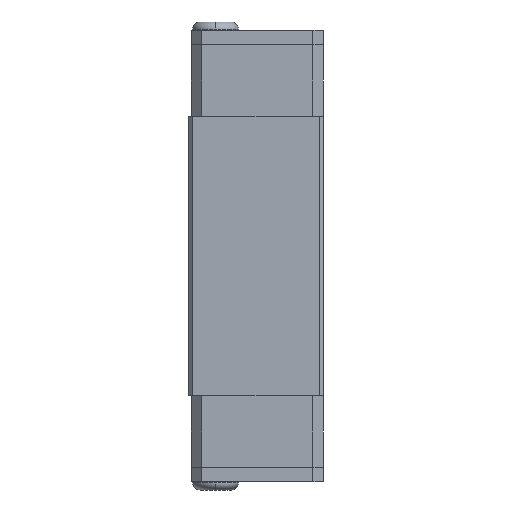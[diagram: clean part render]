
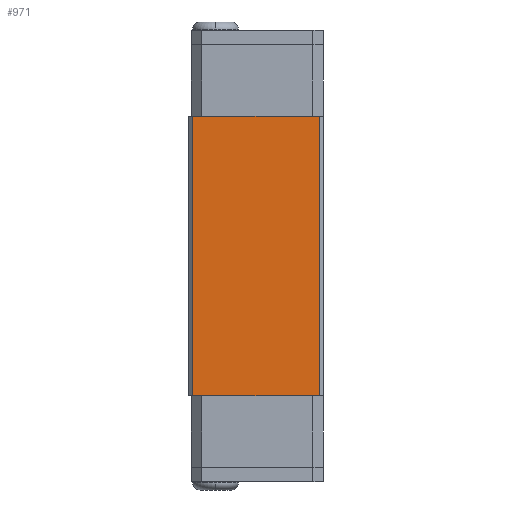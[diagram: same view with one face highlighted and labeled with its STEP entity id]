
A CAD part, left-side view. The second image highlights one B-rep face of the part: STEP entity #971.
In plain terms, the highlighted planar face has unit normal (-1, 0, 0).
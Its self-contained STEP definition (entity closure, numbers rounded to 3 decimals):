
#80 = VECTOR ( 'NONE', #980, 1000. ) ;
#450 = EDGE_LOOP ( 'NONE', ( #4996, #4236, #4800, #2506 ) ) ;
#471 = LINE ( 'NONE', #4022, #2996 ) ;
#620 = DIRECTION ( 'NONE',  ( 0., 0., -1. ) ) ;
#914 = LINE ( 'NONE', #2430, #80 ) ;
#971 = ADVANCED_FACE ( 'NONE', ( #5689 ), #1116, .F. ) ;
#980 = DIRECTION ( 'NONE',  ( 0., 0., 1. ) ) ;
#1116 = PLANE ( 'NONE',  #2055 ) ;
#1181 = EDGE_CURVE ( 'NONE', #5468, #5251, #914, .T. ) ;
#1314 = LINE ( 'NONE', #6310, #3782 ) ;
#1375 = EDGE_CURVE ( 'NONE', #1729, #5251, #5385, .T. ) ;
#1691 = VECTOR ( 'NONE', #2779, 1000. ) ;
#1729 = VERTEX_POINT ( 'NONE', #3505 ) ;
#1948 = EDGE_CURVE ( 'NONE', #1729, #3435, #1314, .T. ) ;
#2055 = AXIS2_PLACEMENT_3D ( 'NONE', #3677, #3153, #620 ) ;
#2430 = CARTESIAN_POINT ( 'NONE',  ( -8.475, 0.2, 6.75 ) ) ;
#2506 = ORIENTED_EDGE ( 'NONE', *, *, #1948, .T. ) ;
#2775 = DIRECTION ( 'NONE',  ( 0., 0., -1. ) ) ;
#2779 = DIRECTION ( 'NONE',  ( 0., -1., 0. ) ) ;
#2996 = VECTOR ( 'NONE', #6104, 1000. ) ;
#3153 = DIRECTION ( 'NONE',  ( 1., 0., 0. ) ) ;
#3435 = VERTEX_POINT ( 'NONE', #5158 ) ;
#3505 = CARTESIAN_POINT ( 'NONE',  ( -8.475, 6.3, 6.75 ) ) ;
#3580 = CARTESIAN_POINT ( 'NONE',  ( -8.475, 0.2, -6.75 ) ) ;
#3677 = CARTESIAN_POINT ( 'NONE',  ( -8.475, 6.5, 6.75 ) ) ;
#3782 = VECTOR ( 'NONE', #2775, 1000. ) ;
#4022 = CARTESIAN_POINT ( 'NONE',  ( -8.475, 6.5, -6.75 ) ) ;
#4236 = ORIENTED_EDGE ( 'NONE', *, *, #1181, .T. ) ;
#4800 = ORIENTED_EDGE ( 'NONE', *, *, #1375, .F. ) ;
#4996 = ORIENTED_EDGE ( 'NONE', *, *, #6444, .T. ) ;
#5158 = CARTESIAN_POINT ( 'NONE',  ( -8.475, 6.3, -6.75 ) ) ;
#5193 = CARTESIAN_POINT ( 'NONE',  ( -8.475, 0.2, 6.75 ) ) ;
#5251 = VERTEX_POINT ( 'NONE', #5193 ) ;
#5385 = LINE ( 'NONE', #6244, #1691 ) ;
#5468 = VERTEX_POINT ( 'NONE', #3580 ) ;
#5689 = FACE_OUTER_BOUND ( 'NONE', #450, .T. ) ;
#6104 = DIRECTION ( 'NONE',  ( 0., -1., 0. ) ) ;
#6244 = CARTESIAN_POINT ( 'NONE',  ( -8.475, 6.5, 6.75 ) ) ;
#6310 = CARTESIAN_POINT ( 'NONE',  ( -8.475, 6.3, 6.75 ) ) ;
#6444 = EDGE_CURVE ( 'NONE', #3435, #5468, #471, .T. ) ;
